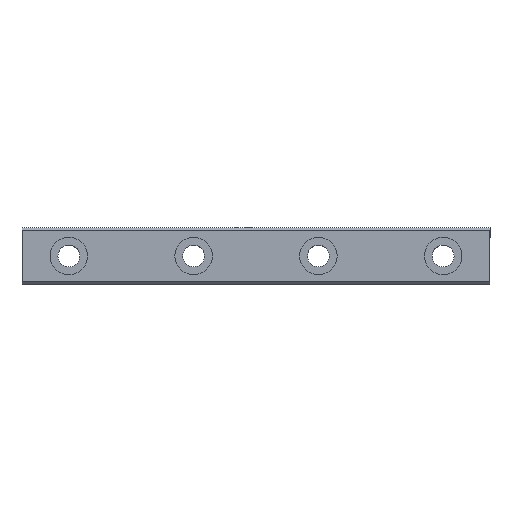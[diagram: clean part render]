
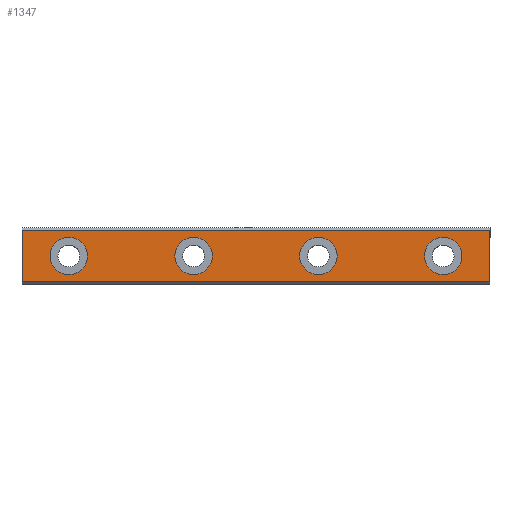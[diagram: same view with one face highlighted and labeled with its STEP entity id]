
A CAD part, top view. The second image highlights one B-rep face of the part: STEP entity #1347.
In plain terms, the highlighted planar face has unit normal (0, 0, 1).
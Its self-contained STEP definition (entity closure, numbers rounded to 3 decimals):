
#1 = DIRECTION ( 'NONE',  ( 0., -1., 0. ) ) ;
#12 = DIRECTION ( 'NONE',  ( 0., -1., 0. ) ) ;
#24 = EDGE_CURVE ( 'NONE', #1440, #119, #1789, .T. ) ;
#30 = DIRECTION ( 'NONE',  ( 1., 0., 0. ) ) ;
#71 = AXIS2_PLACEMENT_3D ( 'NONE', #1300, #981, #1571 ) ;
#79 = DIRECTION ( 'NONE',  ( 0., 0., -1. ) ) ;
#84 = DIRECTION ( 'NONE',  ( 1., 0., 0. ) ) ;
#119 = VERTEX_POINT ( 'NONE', #921 ) ;
#137 = FACE_BOUND ( 'NONE', #281, .T. ) ;
#147 = CARTESIAN_POINT ( 'NONE',  ( -7.5, -4.1, 6.5 ) ) ;
#168 = LINE ( 'NONE', #1397, #1449 ) ;
#170 = VERTEX_POINT ( 'NONE', #1203 ) ;
#183 = CARTESIAN_POINT ( 'NONE',  ( 17., 0., 6.5 ) ) ;
#192 = CIRCLE ( 'NONE', #1224, 3. ) ;
#250 = EDGE_CURVE ( 'NONE', #471, #1754, #1356, .T. ) ;
#256 = DIRECTION ( 'NONE',  ( 0., -1., 0. ) ) ;
#268 = DIRECTION ( 'NONE',  ( 1., 0., 0. ) ) ;
#281 = EDGE_LOOP ( 'NONE', ( #364, #429 ) ) ;
#308 = DIRECTION ( 'NONE',  ( 0., 0., -1. ) ) ;
#312 = CARTESIAN_POINT ( 'NONE',  ( 63., 0., 6.5 ) ) ;
#319 = VERTEX_POINT ( 'NONE', #714 ) ;
#364 = ORIENTED_EDGE ( 'NONE', *, *, #473, .T. ) ;
#397 = ORIENTED_EDGE ( 'NONE', *, *, #1248, .T. ) ;
#408 = EDGE_CURVE ( 'NONE', #1149, #573, #1816, .T. ) ;
#429 = ORIENTED_EDGE ( 'NONE', *, *, #767, .T. ) ;
#467 = CARTESIAN_POINT ( 'NONE',  ( -7.5, 4.1, 6.5 ) ) ;
#471 = VERTEX_POINT ( 'NONE', #1977 ) ;
#473 = EDGE_CURVE ( 'NONE', #1747, #858, #672, .T. ) ;
#535 = AXIS2_PLACEMENT_3D ( 'NONE', #1922, #1939, #1780 ) ;
#539 = EDGE_LOOP ( 'NONE', ( #1278, #639 ) ) ;
#570 = EDGE_CURVE ( 'NONE', #319, #661, #168, .T. ) ;
#573 = VERTEX_POINT ( 'NONE', #183 ) ;
#589 = DIRECTION ( 'NONE',  ( 1., 0., 0. ) ) ;
#590 = DIRECTION ( 'NONE',  ( 1., 0., 0. ) ) ;
#617 = CARTESIAN_POINT ( 'NONE',  ( -7.5, 4.1, 6.5 ) ) ;
#625 = DIRECTION ( 'NONE',  ( 1., 0., 0. ) ) ;
#639 = ORIENTED_EDGE ( 'NONE', *, *, #408, .T. ) ;
#641 = EDGE_CURVE ( 'NONE', #1798, #170, #1316, .T. ) ;
#661 = VERTEX_POINT ( 'NONE', #668 ) ;
#668 = CARTESIAN_POINT ( 'NONE',  ( 67.5, -4.1, 6.5 ) ) ;
#672 = CIRCLE ( 'NONE', #1735, 3. ) ;
#675 = AXIS2_PLACEMENT_3D ( 'NONE', #1360, #1958, #589 ) ;
#676 = EDGE_LOOP ( 'NONE', ( #1056, #1478, #1391, #884 ) ) ;
#714 = CARTESIAN_POINT ( 'NONE',  ( -7.5, -4.1, 6.5 ) ) ;
#753 = PLANE ( 'NONE',  #1514 ) ;
#762 = DIRECTION ( 'NONE',  ( 0., 0., 1. ) ) ;
#767 = EDGE_CURVE ( 'NONE', #858, #1747, #900, .T. ) ;
#771 = LINE ( 'NONE', #617, #1070 ) ;
#786 = ORIENTED_EDGE ( 'NONE', *, *, #1896, .T. ) ;
#815 = CARTESIAN_POINT ( 'NONE',  ( 60., 0., 6.5 ) ) ;
#858 = VERTEX_POINT ( 'NONE', #1050 ) ;
#884 = ORIENTED_EDGE ( 'NONE', *, *, #570, .T. ) ;
#894 = DIRECTION ( 'NONE',  ( 1., 0., 0. ) ) ;
#900 = CIRCLE ( 'NONE', #1094, 3. ) ;
#913 = FACE_OUTER_BOUND ( 'NONE', #676, .T. ) ;
#918 = EDGE_CURVE ( 'NONE', #1754, #661, #1525, .T. ) ;
#921 = CARTESIAN_POINT ( 'NONE',  ( -3., 0., 6.5 ) ) ;
#949 = AXIS2_PLACEMENT_3D ( 'NONE', #1763, #79, #590 ) ;
#951 = CARTESIAN_POINT ( 'NONE',  ( 3., 0., 6.5 ) ) ;
#981 = DIRECTION ( 'NONE',  ( 0., 0., -1. ) ) ;
#1023 = DIRECTION ( 'NONE',  ( 0., 0., -1. ) ) ;
#1050 = CARTESIAN_POINT ( 'NONE',  ( 43., 0., 6.5 ) ) ;
#1056 = ORIENTED_EDGE ( 'NONE', *, *, #918, .F. ) ;
#1065 = CARTESIAN_POINT ( 'NONE',  ( 60., 0., 6.5 ) ) ;
#1070 = VECTOR ( 'NONE', #12, 1000. ) ;
#1094 = AXIS2_PLACEMENT_3D ( 'NONE', #1930, #1456, #84 ) ;
#1149 = VERTEX_POINT ( 'NONE', #1781 ) ;
#1203 = CARTESIAN_POINT ( 'NONE',  ( 57., 0., 6.5 ) ) ;
#1204 = FACE_BOUND ( 'NONE', #1380, .T. ) ;
#1220 = AXIS2_PLACEMENT_3D ( 'NONE', #815, #1414, #30 ) ;
#1224 = AXIS2_PLACEMENT_3D ( 'NONE', #1065, #1023, #268 ) ;
#1248 = EDGE_CURVE ( 'NONE', #170, #1798, #192, .T. ) ;
#1254 = ORIENTED_EDGE ( 'NONE', *, *, #24, .T. ) ;
#1257 = CIRCLE ( 'NONE', #675, 3. ) ;
#1278 = ORIENTED_EDGE ( 'NONE', *, *, #1335, .T. ) ;
#1300 = CARTESIAN_POINT ( 'NONE',  ( 0., 0., 6.5 ) ) ;
#1316 = CIRCLE ( 'NONE', #1220, 3. ) ;
#1329 = ORIENTED_EDGE ( 'NONE', *, *, #641, .T. ) ;
#1335 = EDGE_CURVE ( 'NONE', #573, #1149, #1257, .T. ) ;
#1347 = ADVANCED_FACE ( 'NONE', ( #913, #1204, #1825, #137, #1817 ), #753, .T. ) ;
#1356 = LINE ( 'NONE', #467, #1692 ) ;
#1360 = CARTESIAN_POINT ( 'NONE',  ( 20., 0., 6.5 ) ) ;
#1371 = EDGE_LOOP ( 'NONE', ( #397, #1329 ) ) ;
#1380 = EDGE_LOOP ( 'NONE', ( #786, #1254 ) ) ;
#1391 = ORIENTED_EDGE ( 'NONE', *, *, #1431, .T. ) ;
#1392 = CARTESIAN_POINT ( 'NONE',  ( 37., 0., 6.5 ) ) ;
#1397 = CARTESIAN_POINT ( 'NONE',  ( -7.5, -4.1, 6.5 ) ) ;
#1402 = CARTESIAN_POINT ( 'NONE',  ( 67.5, 4.1, 6.5 ) ) ;
#1414 = DIRECTION ( 'NONE',  ( 0., 0., -1. ) ) ;
#1431 = EDGE_CURVE ( 'NONE', #471, #319, #771, .T. ) ;
#1440 = VERTEX_POINT ( 'NONE', #951 ) ;
#1449 = VECTOR ( 'NONE', #1856, 1000. ) ;
#1456 = DIRECTION ( 'NONE',  ( 0., 0., -1. ) ) ;
#1478 = ORIENTED_EDGE ( 'NONE', *, *, #250, .F. ) ;
#1514 = AXIS2_PLACEMENT_3D ( 'NONE', #147, #762, #256 ) ;
#1525 = LINE ( 'NONE', #1554, #1800 ) ;
#1554 = CARTESIAN_POINT ( 'NONE',  ( 67.5, -4.1, 6.5 ) ) ;
#1571 = DIRECTION ( 'NONE',  ( 1., 0., 0. ) ) ;
#1692 = VECTOR ( 'NONE', #625, 1000. ) ;
#1735 = AXIS2_PLACEMENT_3D ( 'NONE', #1969, #308, #894 ) ;
#1747 = VERTEX_POINT ( 'NONE', #1392 ) ;
#1754 = VERTEX_POINT ( 'NONE', #1402 ) ;
#1763 = CARTESIAN_POINT ( 'NONE',  ( 20., 0., 6.5 ) ) ;
#1780 = DIRECTION ( 'NONE',  ( 1., 0., 0. ) ) ;
#1781 = CARTESIAN_POINT ( 'NONE',  ( 23., 0., 6.5 ) ) ;
#1789 = CIRCLE ( 'NONE', #535, 3. ) ;
#1798 = VERTEX_POINT ( 'NONE', #312 ) ;
#1800 = VECTOR ( 'NONE', #1, 1000. ) ;
#1804 = CIRCLE ( 'NONE', #71, 3. ) ;
#1816 = CIRCLE ( 'NONE', #949, 3. ) ;
#1817 = FACE_BOUND ( 'NONE', #1371, .T. ) ;
#1825 = FACE_BOUND ( 'NONE', #539, .T. ) ;
#1856 = DIRECTION ( 'NONE',  ( 1., 0., 0. ) ) ;
#1896 = EDGE_CURVE ( 'NONE', #119, #1440, #1804, .T. ) ;
#1922 = CARTESIAN_POINT ( 'NONE',  ( 0., 0., 6.5 ) ) ;
#1930 = CARTESIAN_POINT ( 'NONE',  ( 40., 0., 6.5 ) ) ;
#1939 = DIRECTION ( 'NONE',  ( 0., 0., -1. ) ) ;
#1958 = DIRECTION ( 'NONE',  ( 0., 0., -1. ) ) ;
#1969 = CARTESIAN_POINT ( 'NONE',  ( 40., 0., 6.5 ) ) ;
#1977 = CARTESIAN_POINT ( 'NONE',  ( -7.5, 4.1, 6.5 ) ) ;
